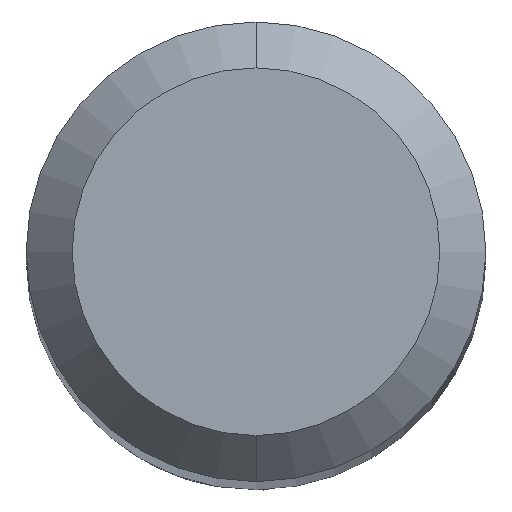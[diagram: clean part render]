
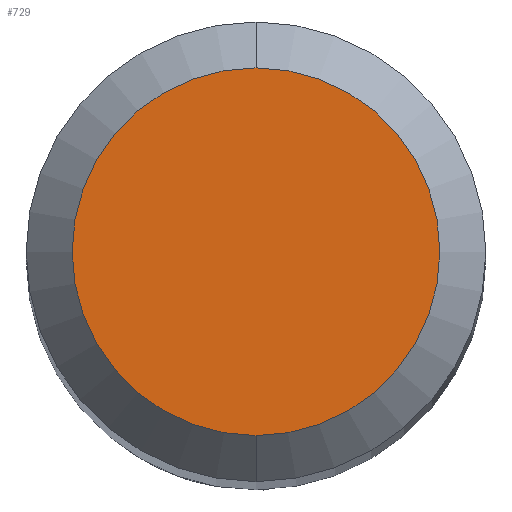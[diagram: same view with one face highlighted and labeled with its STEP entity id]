
A CAD part, top view. The second image highlights one B-rep face of the part: STEP entity #729.
In plain terms, the highlighted planar face has unit normal (0, 0, 1).
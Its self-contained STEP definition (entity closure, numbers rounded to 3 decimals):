
#409=EDGE_CURVE('',#641,#853,#992,.T.);
#571=EDGE_CURVE('',#853,#641,#1170,.T.);
#641=VERTEX_POINT('',#1246);
#729=ADVANCED_FACE('',(#1342),#1343,.T.);
#853=VERTEX_POINT('',#1476);
#992=CIRCLE('',#2786,1.2);
#1170=CIRCLE('',#3328,1.2);
#1246=CARTESIAN_POINT('',(0.0,1.2,0.0));
#1342=FACE_OUTER_BOUND('',#4258,.T.);
#1343=PLANE('',#4259);
#1476=CARTESIAN_POINT('',(0.,-1.2,0.0));
#2786=AXIS2_PLACEMENT_3D('',#4933,#4934,#4935);
#3328=AXIS2_PLACEMENT_3D('',#5118,#5119,#5120);
#4258=EDGE_LOOP('',(#5289,#5290));
#4259=AXIS2_PLACEMENT_3D('',#5291,#5292,#5293);
#4933=CARTESIAN_POINT('',(0.0,0.0,0.0));
#4934=DIRECTION('',(0.0,0.0,-1.0));
#4935=DIRECTION('',(0.0,1.0,0.0));
#5118=CARTESIAN_POINT('',(0.0,0.0,0.0));
#5119=DIRECTION('',(0.0,0.0,-1.0));
#5120=DIRECTION('',(0.0,1.0,0.0));
#5289=ORIENTED_EDGE('',*,*,#409,.F.);
#5290=ORIENTED_EDGE('',*,*,#571,.F.);
#5291=CARTESIAN_POINT('',(0.0,0.6,0.0));
#5292=DIRECTION('',(-0.0,0.0,1.0));
#5293=DIRECTION('',(0.0,-1.0,0.0));
